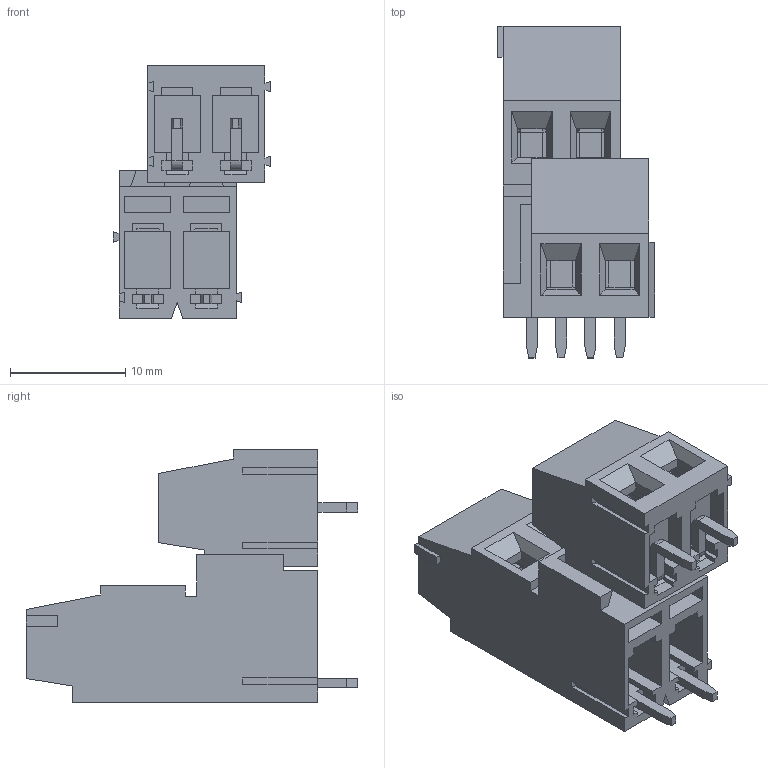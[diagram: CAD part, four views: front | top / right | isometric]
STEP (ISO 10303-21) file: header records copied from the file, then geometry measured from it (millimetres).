
FILE_DESCRIPTION(/* description */ ('Unknown'),/* implementation_level */ '2;1');
FILE_NAME(/* name */ '691232510004',/* time_stamp */ '2016-03-16T15:10:09+01:00',/* author */ ('Unknown'),/* organization */ ('Unknown'),/* preprocessor_version */ 'ST-DEVELOPER v16',/* originating_system */ 'DEX',/* authorisation */ $);
FILE_SCHEMA (('AUTOMOTIVE_DESIGN {1 0 10303 214 3 1 1}'));
Length unit declared in the file: millimetre
Products named in the file (7): 6912325100xx; 691232510004_LONG; 6912325100xx_MASS; 6912325100xx_PIN_LONG; 6912325100xx_VIS; 691232510004_SMALL; 6912325100xx_PIN_SMALL
Assembly tree (14 placements, depth 2):
  6912325100xx
    691232510004_LONG
    6912325100xx_MASS  x4
    6912325100xx_PIN_LONG  x2
    6912325100xx_VIS  x4
    691232510004_SMALL
    6912325100xx_PIN_SMALL  x2
Bounding box: 13.66 x 28.8 x 21.9 mm (x, y, z)
Volume: 2505.6 mm3; surface area: 5652.4 mm2
Topology: 14 solids, 14 shells, 416 faces, 1100 edges, 714 vertices
Faces by surface type: plane 380, cylinder 36
Full cylindrical faces by diameter (mm): 2.6 x8, 3 x4, 3.9 x8
Entity records: 9525 total; most frequent: CARTESIAN_POINT 1656, ORIENTED_EDGE 1616, DIRECTION 1482, EDGE_CURVE 808, LINE 766, VECTOR 766, VERTEX_POINT 532, AXIS2_PLACEMENT_3D 358
